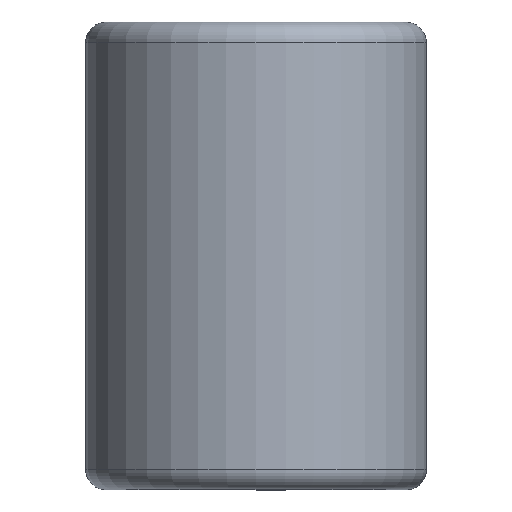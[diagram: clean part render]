
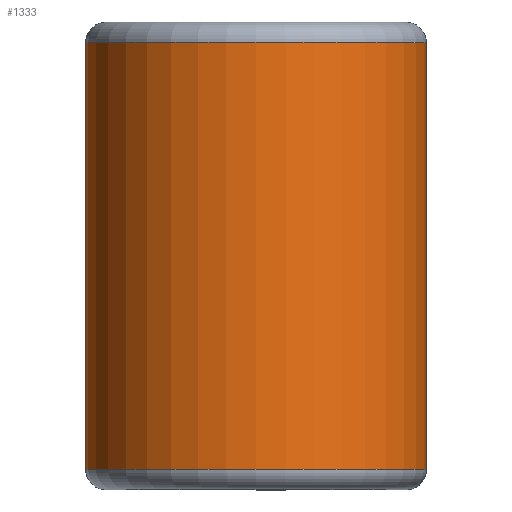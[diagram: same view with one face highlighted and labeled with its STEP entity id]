
A CAD part, top view. The second image highlights one B-rep face of the part: STEP entity #1333.
In plain terms, the highlighted cylindrical face has radius 6.363 mm (diameter 12.725 mm), a partial arc.
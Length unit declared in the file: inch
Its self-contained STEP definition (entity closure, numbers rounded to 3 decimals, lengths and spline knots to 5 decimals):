
#62 = DIRECTION ( 'NONE',  ( 0., 1., 0. ) ) ;
#69 = AXIS2_PLACEMENT_3D ( 'NONE', #1412, #1220, #1032 ) ;
#202 = VECTOR ( 'NONE', #62, 39.37008 ) ;
#246 = VECTOR ( 'NONE', #2284, 39.37008 ) ;
#329 = CARTESIAN_POINT ( 'NONE',  ( 0.2505, 0.31375, 0. ) ) ;
#380 = VERTEX_POINT ( 'NONE', #329 ) ;
#385 = EDGE_CURVE ( 'NONE', #1000, #1631, #1045, .T. ) ;
#463 = EDGE_CURVE ( 'NONE', #380, #1101, #572, .T. ) ;
#465 = ORIENTED_EDGE ( 'NONE', *, *, #463, .T. ) ;
#549 = DIRECTION ( 'NONE',  ( 0., 0., -1. ) ) ;
#572 = CIRCLE ( 'NONE', #69, 0.2505 ) ;
#651 = CYLINDRICAL_SURFACE ( 'NONE', #1938, 0.2505 ) ;
#718 = CARTESIAN_POINT ( 'NONE',  ( 0., 0.3125, 0. ) ) ;
#725 = DIRECTION ( 'NONE',  ( 0., 0., -1. ) ) ;
#729 = DIRECTION ( 'NONE',  ( 0., -1., 0. ) ) ;
#736 = CARTESIAN_POINT ( 'NONE',  ( 0., -0.31375, 0. ) ) ;
#993 = ORIENTED_EDGE ( 'NONE', *, *, #2230, .T. ) ;
#1000 = VERTEX_POINT ( 'NONE', #1205 ) ;
#1021 = ORIENTED_EDGE ( 'NONE', *, *, #385, .F. ) ;
#1032 = DIRECTION ( 'NONE',  ( 0., 0., -1. ) ) ;
#1045 = CIRCLE ( 'NONE', #1599, 0.2505 ) ;
#1101 = VERTEX_POINT ( 'NONE', #1945 ) ;
#1106 = DIRECTION ( 'NONE',  ( 0., -1., 0. ) ) ;
#1205 = CARTESIAN_POINT ( 'NONE',  ( 0.2505, -0.31375, 0. ) ) ;
#1208 = CARTESIAN_POINT ( 'NONE',  ( 0., 0.31375, -0.2505 ) ) ;
#1220 = DIRECTION ( 'NONE',  ( 0., -1., 0. ) ) ;
#1333 = ADVANCED_FACE ( 'NONE', ( #1868 ), #651, .T. ) ;
#1361 = ORIENTED_EDGE ( 'NONE', *, *, #1582, .F. ) ;
#1374 = CARTESIAN_POINT ( 'NONE',  ( 0.2505, 0.31375, 0. ) ) ;
#1412 = CARTESIAN_POINT ( 'NONE',  ( 0., 0.31375, 0. ) ) ;
#1582 = EDGE_CURVE ( 'NONE', #1631, #1101, #1715, .T. ) ;
#1599 = AXIS2_PLACEMENT_3D ( 'NONE', #736, #729, #549 ) ;
#1631 = VERTEX_POINT ( 'NONE', #1966 ) ;
#1715 = LINE ( 'NONE', #1208, #246 ) ;
#1759 = EDGE_LOOP ( 'NONE', ( #993, #465, #1361, #1021 ) ) ;
#1868 = FACE_OUTER_BOUND ( 'NONE', #1759, .T. ) ;
#1938 = AXIS2_PLACEMENT_3D ( 'NONE', #718, #1106, #725 ) ;
#1945 = CARTESIAN_POINT ( 'NONE',  ( 0., 0.31375, -0.2505 ) ) ;
#1966 = CARTESIAN_POINT ( 'NONE',  ( 0., -0.31375, -0.2505 ) ) ;
#2095 = LINE ( 'NONE', #1374, #202 ) ;
#2230 = EDGE_CURVE ( 'NONE', #1000, #380, #2095, .T. ) ;
#2284 = DIRECTION ( 'NONE',  ( 0., 1., 0. ) ) ;
